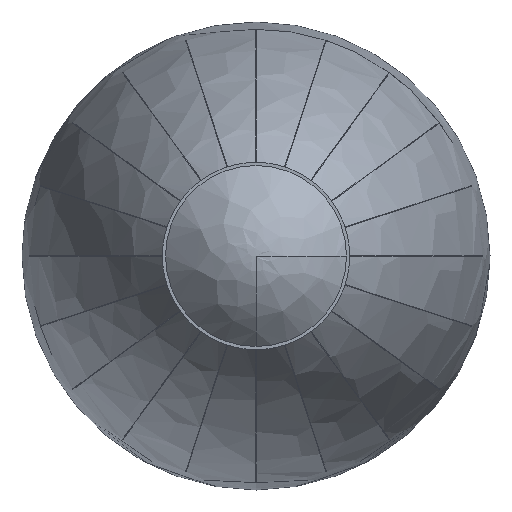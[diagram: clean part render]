
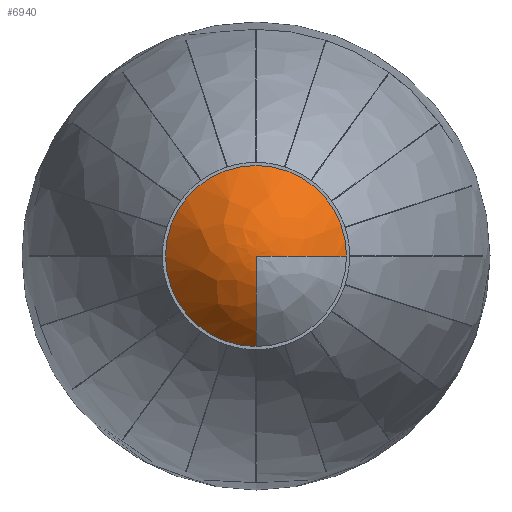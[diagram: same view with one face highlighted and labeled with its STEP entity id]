
A CAD part, front view. The second image highlights one B-rep face of the part: STEP entity #6940.
In plain terms, the highlighted free-form (B-spline) face has degree [3, 3] with [4, 10] control points.
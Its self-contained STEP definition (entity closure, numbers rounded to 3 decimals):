
#6824 = VERTEX_POINT('',#6825);
#6825 = CARTESIAN_POINT('',(0.,-92.222,-14.5));
#6826 = VERTEX_POINT('',#6827);
#6827 = CARTESIAN_POINT('',(14.5,-92.222,0.));
#6834 = EDGE_CURVE('',#6835,#6824,#6837,.T.);
#6835 = VERTEX_POINT('',#6836);
#6836 = CARTESIAN_POINT('',(0.,-100.,0.));
#6837 = ELLIPSE('',#6838,100.,37.5);
#6838 = AXIS2_PLACEMENT_3D('',#6839,#6840,#6841);
#6839 = CARTESIAN_POINT('',(0.,0.,0.));
#6840 = DIRECTION('',(1.,0.,0.));
#6841 = DIRECTION('',(0.,-1.,0.));
#6843 = EDGE_CURVE('',#6835,#6826,#6844,.T.);
#6844 = B_SPLINE_CURVE_WITH_KNOTS('',3,(#6845,#6846,#6847,#6848),
  .UNSPECIFIED.,.F.,.F.,(4,4),(0.,0.397),
  .PIECEWISE_BEZIER_KNOTS.);
#6845 = CARTESIAN_POINT('',(0.,-100.,0.));
#6846 = CARTESIAN_POINT('',(4.963,-100.,0.));
#6847 = CARTESIAN_POINT('',(9.923,-97.339,0.));
#6848 = CARTESIAN_POINT('',(14.5,-92.222,0.));
#6919 = EDGE_CURVE('',#6826,#6824,#6920,.T.);
#6920 = CIRCLE('',#6921,14.5);
#6921 = AXIS2_PLACEMENT_3D('',#6922,#6923,#6924);
#6922 = CARTESIAN_POINT('',(0.,-92.222,0.));
#6923 = DIRECTION('',(0.,-1.,0.));
#6924 = DIRECTION('',(-1.,0.,0.));
#6940 = ADVANCED_FACE('',(#6941),#6946,.F.);
#6941 = FACE_BOUND('',#6942,.F.);
#6942 = EDGE_LOOP('',(#6943,#6944,#6945));
#6943 = ORIENTED_EDGE('',*,*,#6834,.T.);
#6944 = ORIENTED_EDGE('',*,*,#6919,.F.);
#6945 = ORIENTED_EDGE('',*,*,#6843,.F.);
#6946 = B_SPLINE_SURFACE_WITH_KNOTS('',3,3,(
    (#6947,#6948,#6949,#6950,#6951,#6952,#6953,#6954,#6955,#6956)
    ,(#6957,#6958,#6959,#6960,#6961,#6962,#6963,#6964,#6965,#6966)
    ,(#6967,#6968,#6969,#6970,#6971,#6972,#6973,#6974,#6975,#6976)
    ,(#6977,#6978,#6979,#6980,#6981,#6982,#6983,#6984,#6985,#6986
  )),.UNSPECIFIED.,.F.,.F.,.F.,(4,4),(4,1,1,1,1,1,1,4),(0.,
    0.397),(1.571,2.244,2.917,
    3.59,4.264,4.937,5.61,
    6.283),.UNSPECIFIED.);
#6947 = CARTESIAN_POINT('',(0.,-100.,0.));
#6948 = CARTESIAN_POINT('',(0.,-100.,0.));
#6949 = CARTESIAN_POINT('',(0.,-100.,0.));
#6950 = CARTESIAN_POINT('',(0.,-100.,0.));
#6951 = CARTESIAN_POINT('',(0.,-100.,0.));
#6952 = CARTESIAN_POINT('',(0.,-100.,0.));
#6953 = CARTESIAN_POINT('',(0.,-100.,0.));
#6954 = CARTESIAN_POINT('',(0.,-100.,0.));
#6955 = CARTESIAN_POINT('',(0.,-100.,0.));
#6956 = CARTESIAN_POINT('',(0.,-100.,0.));
#6957 = CARTESIAN_POINT('',(0.,-100.,-4.963));
#6958 = CARTESIAN_POINT('',(-1.114,-100.,-4.963));
#6959 = CARTESIAN_POINT('',(-3.339,-100.,-4.186));
#6960 = CARTESIAN_POINT('',(-5.218,-100.,-1.191));
#6961 = CARTESIAN_POINT('',(-4.825,-100.,2.324));
#6962 = CARTESIAN_POINT('',(-2.322,-100.,4.822));
#6963 = CARTESIAN_POINT('',(1.192,-100.,5.222));
#6964 = CARTESIAN_POINT('',(4.185,-100.,3.336));
#6965 = CARTESIAN_POINT('',(4.963,-100.,1.114));
#6966 = CARTESIAN_POINT('',(4.963,-100.,0.));
#6967 = CARTESIAN_POINT('',(0.,-97.339,
    -9.923));
#6968 = CARTESIAN_POINT('',(-2.227,-97.339,
    -9.923));
#6969 = CARTESIAN_POINT('',(-6.676,-97.339,
    -8.37));
#6970 = CARTESIAN_POINT('',(-10.433,-97.339,
    -2.382));
#6971 = CARTESIAN_POINT('',(-9.648,-97.339,
    4.647));
#6972 = CARTESIAN_POINT('',(-4.643,-97.339,
    9.641));
#6973 = CARTESIAN_POINT('',(2.383,-97.339,
    10.442));
#6974 = CARTESIAN_POINT('',(8.368,-97.339,
    6.671));
#6975 = CARTESIAN_POINT('',(9.923,-97.339,2.227
    ));
#6976 = CARTESIAN_POINT('',(9.923,-97.339,
    0.));
#6977 = CARTESIAN_POINT('',(0.,-92.222,-14.5));
#6978 = CARTESIAN_POINT('',(-3.254,-92.222,-14.5));
#6979 = CARTESIAN_POINT('',(-9.755,-92.222,
    -12.231));
#6980 = CARTESIAN_POINT('',(-15.245,-92.222,
    -3.48));
#6981 = CARTESIAN_POINT('',(-14.098,-92.222,
    6.79));
#6982 = CARTESIAN_POINT('',(-6.784,-92.222,
    14.087));
#6983 = CARTESIAN_POINT('',(3.482,-92.222,
    15.258));
#6984 = CARTESIAN_POINT('',(12.227,-92.222,
    9.747));
#6985 = CARTESIAN_POINT('',(14.5,-92.222,3.254));
#6986 = CARTESIAN_POINT('',(14.5,-92.222,0.));
